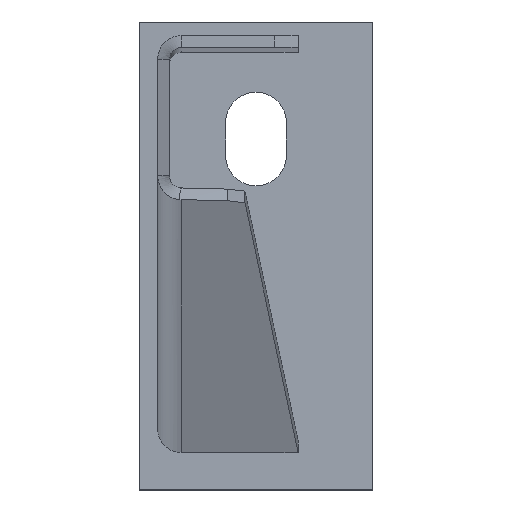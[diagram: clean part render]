
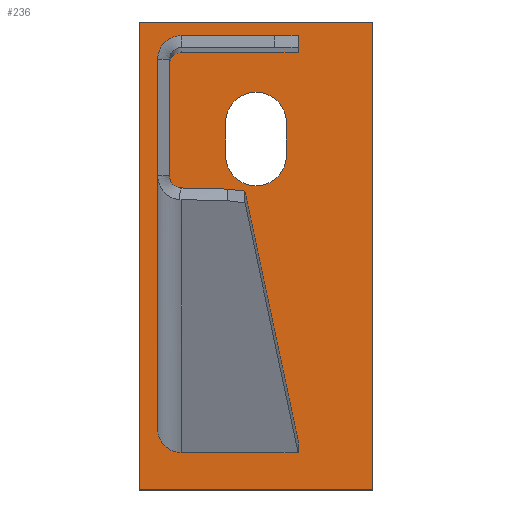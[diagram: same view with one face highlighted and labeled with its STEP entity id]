
A CAD part, top view. The second image highlights one B-rep face of the part: STEP entity #236.
In plain terms, the highlighted planar face has unit normal (0, 0, 1).
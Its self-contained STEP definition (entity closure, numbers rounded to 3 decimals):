
#43=DIRECTION('',(0.,1.,0.));
#44=VECTOR('',#43,100.);
#45=CARTESIAN_POINT('',(-5.,-20.,6.));
#46=LINE('',#45,#44);
#47=DIRECTION('',(1.,0.,0.));
#48=VECTOR('',#47,50.);
#49=CARTESIAN_POINT('',(-5.,80.,6.));
#50=LINE('',#49,#48);
#51=DIRECTION('',(0.,-1.,0.));
#52=VECTOR('',#51,100.);
#53=CARTESIAN_POINT('',(45.,80.,6.));
#54=LINE('',#53,#52);
#55=DIRECTION('',(-1.,0.,0.));
#56=VECTOR('',#55,50.);
#57=CARTESIAN_POINT('',(45.,-20.,6.));
#58=LINE('',#57,#56);
#59=DIRECTION('',(0.,-1.,0.));
#60=VECTOR('',#59,7.);
#61=CARTESIAN_POINT('',(13.5,58.5,6.));
#62=LINE('',#61,#60);
#63=CARTESIAN_POINT('',(20.,51.5,6.));
#64=DIRECTION('',(0.,0.,1.));
#65=DIRECTION('',(-1.,0.,0.));
#66=AXIS2_PLACEMENT_3D('',#63,#64,#65);
#68=DIRECTION('',(0.,1.,0.));
#69=VECTOR('',#68,7.);
#70=CARTESIAN_POINT('',(26.5,51.5,6.));
#71=LINE('',#70,#69);
#72=CARTESIAN_POINT('',(20.,58.5,6.));
#73=DIRECTION('',(0.,0.,1.));
#74=DIRECTION('',(1.,0.,0.));
#75=AXIS2_PLACEMENT_3D('',#72,#73,#74);
#109=CARTESIAN_POINT('',(13.5,58.5,6.));
#110=CARTESIAN_POINT('',(13.5,51.5,6.));
#111=VERTEX_POINT('',#109);
#112=VERTEX_POINT('',#110);
#113=CARTESIAN_POINT('',(26.5,51.5,6.));
#114=VERTEX_POINT('',#113);
#115=CARTESIAN_POINT('',(26.5,58.5,6.));
#116=VERTEX_POINT('',#115);
#118=CARTESIAN_POINT('',(45.,80.,6.));
#120=VERTEX_POINT('',#118);
#122=CARTESIAN_POINT('',(45.,-20.,6.));
#124=VERTEX_POINT('',#122);
#126=CARTESIAN_POINT('',(-5.,80.,6.));
#128=VERTEX_POINT('',#126);
#130=CARTESIAN_POINT('',(-5.,-20.,6.));
#132=VERTEX_POINT('',#130);
#215=CARTESIAN_POINT('',(0.,0.,6.));
#216=DIRECTION('',(0.,0.,1.));
#217=DIRECTION('',(1.,0.,0.));
#218=AXIS2_PLACEMENT_3D('',#215,#216,#217);
#219=PLANE('',#218);
#220=ORIENTED_EDGE('',*,*,#209,.T.);
#221=ORIENTED_EDGE('',*,*,#167,.T.);
#222=ORIENTED_EDGE('',*,*,#182,.T.);
#223=ORIENTED_EDGE('',*,*,#196,.T.);
#224=EDGE_LOOP('',(#220,#221,#222,#223));
#225=FACE_OUTER_BOUND('',#224,.F.);
#227=ORIENTED_EDGE('',*,*,#226,.T.);
#229=ORIENTED_EDGE('',*,*,#228,.T.);
#231=ORIENTED_EDGE('',*,*,#230,.T.);
#233=ORIENTED_EDGE('',*,*,#232,.T.);
#234=EDGE_LOOP('',(#227,#229,#231,#233));
#235=FACE_BOUND('',#234,.F.);
#236=ADVANCED_FACE('',(#225,#235),#219,.T.);
#67=CIRCLE('',#66,6.5);
#76=CIRCLE('',#75,6.5);
#167=EDGE_CURVE('',#128,#120,#50,.T.);
#182=EDGE_CURVE('',#120,#124,#54,.T.);
#196=EDGE_CURVE('',#124,#132,#58,.T.);
#209=EDGE_CURVE('',#132,#128,#46,.T.);
#226=EDGE_CURVE('',#111,#112,#62,.T.);
#228=EDGE_CURVE('',#112,#114,#67,.T.);
#230=EDGE_CURVE('',#114,#116,#71,.T.);
#232=EDGE_CURVE('',#116,#111,#76,.T.);
